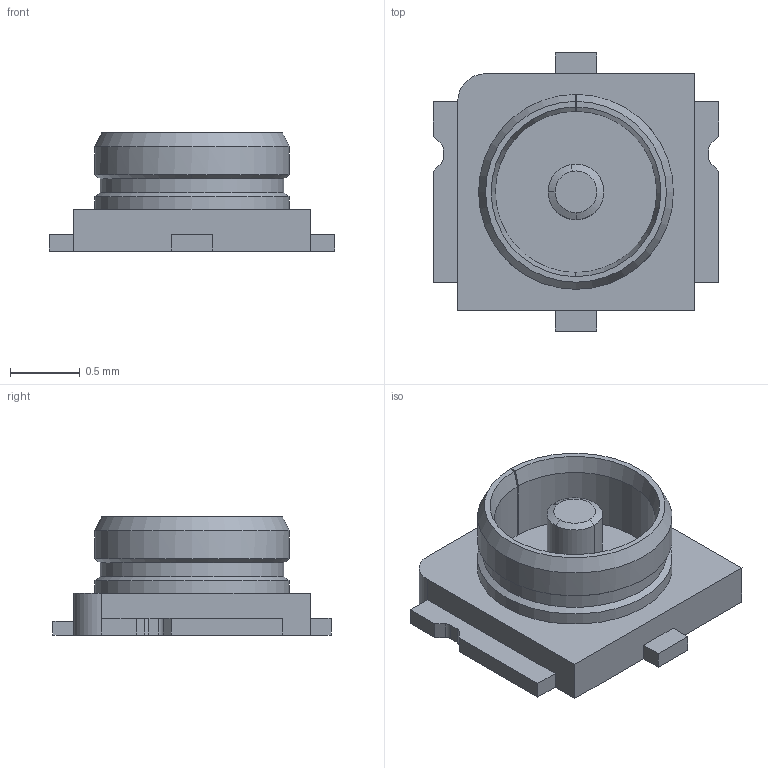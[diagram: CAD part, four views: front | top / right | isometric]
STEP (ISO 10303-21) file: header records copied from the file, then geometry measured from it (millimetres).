
FILE_DESCRIPTION (( 'STEP AP214' ), '1' );
FILE_NAME ('肮粣毞盄釱赽.STEP', '2023-03-23T02:54:50', ( '' ), ( '' ), 'SwSTEP 2.0', 'SolidWorks 2019', '' );
FILE_SCHEMA (( 'AUTOMOTIVE_DESIGN' ));
Length unit declared in the file: millimetre
Products named in the file (1): 肮粣毞盄釱赽
Bounding box: 2.05 x 2 x 0.85 mm (x, y, z)
Volume: 1.2 mm3; surface area: 14.4 mm2
Topology: 1 solids, 1 shells, 63 faces, 176 edges, 114 vertices
Faces by surface type: plane 34, cylinder 14, cone 9, torus 4, sphere 2
Entity records: 2028 total; most frequent: DIRECTION 352, CARTESIAN_POINT 348, ORIENTED_EDGE 342, EDGE_CURVE 171, VECTOR 118, LINE 118, AXIS2_PLACEMENT_3D 117, VERTEX_POINT 113
